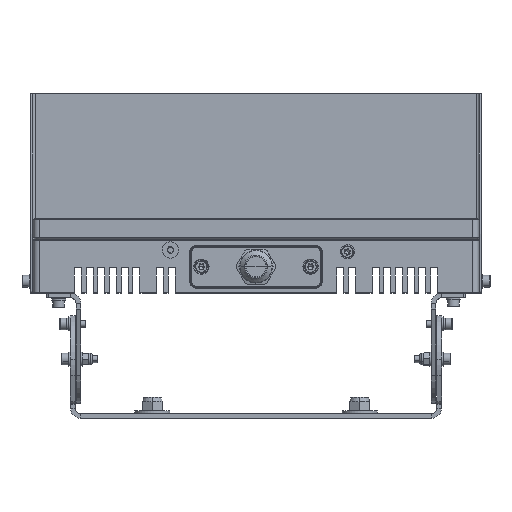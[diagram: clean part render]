
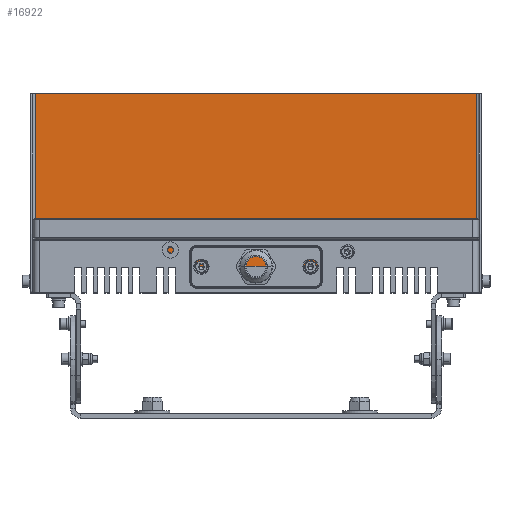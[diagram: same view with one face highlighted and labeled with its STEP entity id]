
A CAD part, front view. The second image highlights one B-rep face of the part: STEP entity #16922.
In plain terms, the highlighted planar face has unit normal (0, -1, 0).
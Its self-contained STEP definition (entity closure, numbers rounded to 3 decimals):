
#131 = DIRECTION ( 'NONE',  ( 1., 0., 0. ) ) ;
#209 = DIRECTION ( 'NONE',  ( 0., -1., 0. ) ) ;
#655 = CARTESIAN_POINT ( 'NONE',  ( 395.174, 8.422, 12.613 ) ) ;
#803 = CARTESIAN_POINT ( 'NONE',  ( 18.074, 8.422, 182.613 ) ) ;
#916 = ORIENTED_EDGE ( 'NONE', *, *, #41800, .T. ) ;
#1046 = AXIS2_PLACEMENT_3D ( 'NONE', #3520, #209, #39923 ) ;
#1252 = DIRECTION ( 'NONE',  ( -1., 0., 0. ) ) ;
#1345 = ORIENTED_EDGE ( 'NONE', *, *, #44950, .T. ) ;
#1452 = VECTOR ( 'NONE', #14625, 1000. ) ;
#2294 = CARTESIAN_POINT ( 'NONE',  ( 52.624, 8.422, 35.613 ) ) ;
#2778 = VECTOR ( 'NONE', #16305, 1000. ) ;
#2933 = AXIS2_PLACEMENT_3D ( 'NONE', #39720, #35954, #31923 ) ;
#3493 = VECTOR ( 'NONE', #131, 1000. ) ;
#3520 = CARTESIAN_POINT ( 'NONE',  ( 364.624, 8.422, 14.613 ) ) ;
#4142 = LINE ( 'NONE', #39389, #1452 ) ;
#4467 = EDGE_CURVE ( 'NONE', #16069, #11751, #37767, .T. ) ;
#4981 = EDGE_LOOP ( 'NONE', ( #18542, #43764, #10351, #42669, #31291, #35642, #44462, #8778, #9849, #916, #1345, #9352 ) ) ;
#5120 = AXIS2_PLACEMENT_3D ( 'NONE', #5323, #19783, #30348 ) ;
#5323 = CARTESIAN_POINT ( 'NONE',  ( 52.624, 8.422, 33.613 ) ) ;
#5572 = CIRCLE ( 'NONE', #27443, 2. ) ;
#6001 = FACE_OUTER_BOUND ( 'NONE', #4981, .T. ) ;
#6049 = VECTOR ( 'NONE', #24394, 1000. ) ;
#8778 = ORIENTED_EDGE ( 'NONE', *, *, #35155, .T. ) ;
#9081 = AXIS2_PLACEMENT_3D ( 'NONE', #32214, #39782, #28680 ) ;
#9352 = ORIENTED_EDGE ( 'NONE', *, *, #31021, .T. ) ;
#9849 = ORIENTED_EDGE ( 'NONE', *, *, #44495, .T. ) ;
#10351 = ORIENTED_EDGE ( 'NONE', *, *, #26829, .T. ) ;
#11751 = VERTEX_POINT ( 'NONE', #44786 ) ;
#12075 = VECTOR ( 'NONE', #1252, 1000. ) ;
#13211 = EDGE_CURVE ( 'NONE', #33125, #16069, #18842, .T. ) ;
#13540 = CARTESIAN_POINT ( 'NONE',  ( 362.624, 8.422, 180.613 ) ) ;
#13743 = CARTESIAN_POINT ( 'NONE',  ( 50.624, 8.422, 180.613 ) ) ;
#14138 = CARTESIAN_POINT ( 'NONE',  ( -0.538, 8.422, 35.613 ) ) ;
#14188 = CARTESIAN_POINT ( 'NONE',  ( 50.624, 8.422, 14.613 ) ) ;
#14625 = DIRECTION ( 'NONE',  ( 0., 0., -1. ) ) ;
#15070 = VERTEX_POINT ( 'NONE', #17184 ) ;
#16069 = VERTEX_POINT ( 'NONE', #803 ) ;
#16305 = DIRECTION ( 'NONE',  ( 0., 0., -1. ) ) ;
#16528 = LINE ( 'NONE', #27806, #16587 ) ;
#16587 = VECTOR ( 'NONE', #34934, 1000. ) ;
#16673 = EDGE_CURVE ( 'NONE', #11751, #45908, #16528, .T. ) ;
#16922 = ADVANCED_FACE ( 'NONE', ( #6001 ), #20492, .F. ) ;
#17046 = LINE ( 'NONE', #13743, #31381 ) ;
#17184 = CARTESIAN_POINT ( 'NONE',  ( 364.624, 8.422, 12.613 ) ) ;
#17374 = EDGE_CURVE ( 'NONE', #33125, #24018, #4142, .T. ) ;
#17415 = CARTESIAN_POINT ( 'NONE',  ( 395.174, 8.422, 182.613 ) ) ;
#18542 = ORIENTED_EDGE ( 'NONE', *, *, #27269, .T. ) ;
#18842 = LINE ( 'NONE', #33671, #12075 ) ;
#18867 = CARTESIAN_POINT ( 'NONE',  ( 48.624, 8.422, 12.613 ) ) ;
#18894 = VECTOR ( 'NONE', #37510, 1000. ) ;
#18897 = CARTESIAN_POINT ( 'NONE',  ( 434.624, 8.422, 12.613 ) ) ;
#19783 = DIRECTION ( 'NONE',  ( 0., 1., 0. ) ) ;
#20492 = PLANE ( 'NONE',  #9081 ) ;
#22185 = DIRECTION ( 'NONE',  ( 0., 0., 1. ) ) ;
#23400 = CIRCLE ( 'NONE', #2933, 2. ) ;
#23860 = VERTEX_POINT ( 'NONE', #40291 ) ;
#24018 = VERTEX_POINT ( 'NONE', #655 ) ;
#24394 = DIRECTION ( 'NONE',  ( 0., 0., -1. ) ) ;
#24424 = CARTESIAN_POINT ( 'NONE',  ( 362.624, 8.422, 14.613 ) ) ;
#25688 = DIRECTION ( 'NONE',  ( 0., -1., 0. ) ) ;
#26829 = EDGE_CURVE ( 'NONE', #15070, #24018, #40822, .T. ) ;
#27004 = CIRCLE ( 'NONE', #5120, 2. ) ;
#27269 = EDGE_CURVE ( 'NONE', #30142, #46172, #45876, .T. ) ;
#27443 = AXIS2_PLACEMENT_3D ( 'NONE', #43183, #25688, #22185 ) ;
#27806 = CARTESIAN_POINT ( 'NONE',  ( 434.624, 8.422, 12.613 ) ) ;
#28282 = LINE ( 'NONE', #14138, #3493 ) ;
#28441 = VERTEX_POINT ( 'NONE', #14188 ) ;
#28680 = DIRECTION ( 'NONE',  ( -1., 0., 0. ) ) ;
#29320 = VERTEX_POINT ( 'NONE', #32129 ) ;
#29553 = VERTEX_POINT ( 'NONE', #2294 ) ;
#30142 = VERTEX_POINT ( 'NONE', #45923 ) ;
#30348 = DIRECTION ( 'NONE',  ( 0., 0., 1. ) ) ;
#31021 = EDGE_CURVE ( 'NONE', #23860, #30142, #23400, .T. ) ;
#31291 = ORIENTED_EDGE ( 'NONE', *, *, #13211, .T. ) ;
#31381 = VECTOR ( 'NONE', #31873, 1000. ) ;
#31873 = DIRECTION ( 'NONE',  ( 0., 0., 1. ) ) ;
#31923 = DIRECTION ( 'NONE',  ( 0., 0., 1. ) ) ;
#32129 = CARTESIAN_POINT ( 'NONE',  ( 50.624, 8.422, 33.613 ) ) ;
#32214 = CARTESIAN_POINT ( 'NONE',  ( -0.538, 8.422, 180.613 ) ) ;
#33125 = VERTEX_POINT ( 'NONE', #17415 ) ;
#33671 = CARTESIAN_POINT ( 'NONE',  ( -0.538, 8.422, 182.613 ) ) ;
#34001 = CARTESIAN_POINT ( 'NONE',  ( 18.074, 8.422, 180.613 ) ) ;
#34934 = DIRECTION ( 'NONE',  ( 1., 0., 0. ) ) ;
#35155 = EDGE_CURVE ( 'NONE', #45908, #28441, #5572, .T. ) ;
#35642 = ORIENTED_EDGE ( 'NONE', *, *, #4467, .T. ) ;
#35954 = DIRECTION ( 'NONE',  ( 0., 1., 0. ) ) ;
#37510 = DIRECTION ( 'NONE',  ( 1., 0., 0. ) ) ;
#37767 = LINE ( 'NONE', #34001, #2778 ) ;
#38063 = CIRCLE ( 'NONE', #1046, 2. ) ;
#38873 = EDGE_CURVE ( 'NONE', #46172, #15070, #38063, .T. ) ;
#39389 = CARTESIAN_POINT ( 'NONE',  ( 395.174, 8.422, 180.613 ) ) ;
#39720 = CARTESIAN_POINT ( 'NONE',  ( 360.624, 8.422, 33.613 ) ) ;
#39782 = DIRECTION ( 'NONE',  ( 0., 1., 0. ) ) ;
#39923 = DIRECTION ( 'NONE',  ( 0., 0., 1. ) ) ;
#40291 = CARTESIAN_POINT ( 'NONE',  ( 360.624, 8.422, 35.613 ) ) ;
#40822 = LINE ( 'NONE', #18897, #18894 ) ;
#41800 = EDGE_CURVE ( 'NONE', #29320, #29553, #27004, .T. ) ;
#42669 = ORIENTED_EDGE ( 'NONE', *, *, #17374, .F. ) ;
#43183 = CARTESIAN_POINT ( 'NONE',  ( 48.624, 8.422, 14.613 ) ) ;
#43764 = ORIENTED_EDGE ( 'NONE', *, *, #38873, .T. ) ;
#44462 = ORIENTED_EDGE ( 'NONE', *, *, #16673, .T. ) ;
#44495 = EDGE_CURVE ( 'NONE', #28441, #29320, #17046, .T. ) ;
#44786 = CARTESIAN_POINT ( 'NONE',  ( 18.074, 8.422, 12.613 ) ) ;
#44950 = EDGE_CURVE ( 'NONE', #29553, #23860, #28282, .T. ) ;
#45876 = LINE ( 'NONE', #13540, #6049 ) ;
#45908 = VERTEX_POINT ( 'NONE', #18867 ) ;
#45923 = CARTESIAN_POINT ( 'NONE',  ( 362.624, 8.422, 33.613 ) ) ;
#46172 = VERTEX_POINT ( 'NONE', #24424 ) ;
